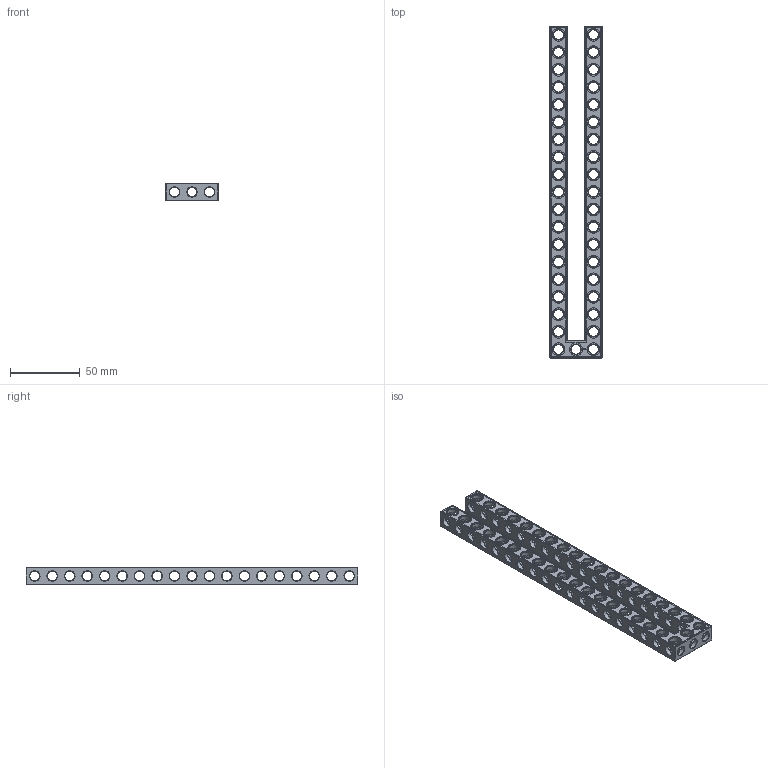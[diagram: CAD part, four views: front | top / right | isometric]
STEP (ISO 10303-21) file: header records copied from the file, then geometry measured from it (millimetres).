
FILE_DESCRIPTION(('FreeCAD Model'),'2;1');
FILE_NAME('Open CASCADE Shape Model','2022-02-22T23:38:07',( 'Paulo Kiefe'),('STEMFIE.org'),'Open CASCADE STEP processor 7.4', 'FreeCAD','Unknown');
FILE_SCHEMA(('AUTOMOTIVE_DESIGN { 1 0 10303 214 1 1 1 1 }'));
Products named in the file (1): Beam_AGD_ESS_USH_SYM_BU03x19x01_-_SPN-BEM-0318_(stemfie.org)
Bounding box: 37.5 x 237.5 x 12.5 mm (x, y, z)
Volume: 38122.7 mm3; surface area: 34022.4 mm2
Topology: 1 solids, 1 shells, 983 faces, 2977 edges, 1913 vertices
Faces by surface type: plane 416, cylinder 235, extrusion 174, cone 158
Full cylindrical faces by diameter (mm): 6.98 x40, 7 x156, 9.2 x39
Entity records: 250081 total; most frequent: CARTESIAN_POINT 194996, DIRECTION 8709, ORIENTED_EDGE 5954, PCURVE 5954, DEFINITIONAL_REPRESENTATION 5954, VECTOR 5570, LINE 5396, EDGE_CURVE 2977
